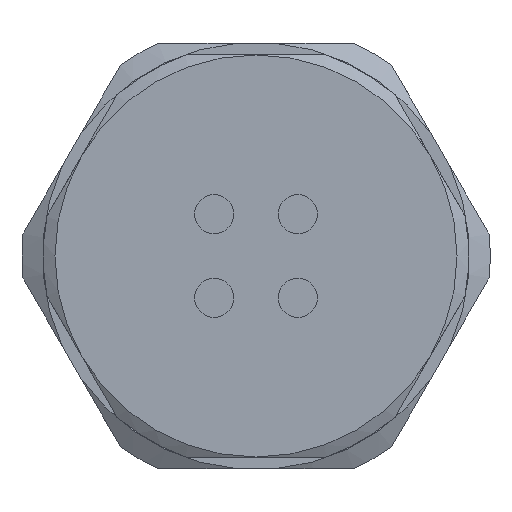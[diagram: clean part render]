
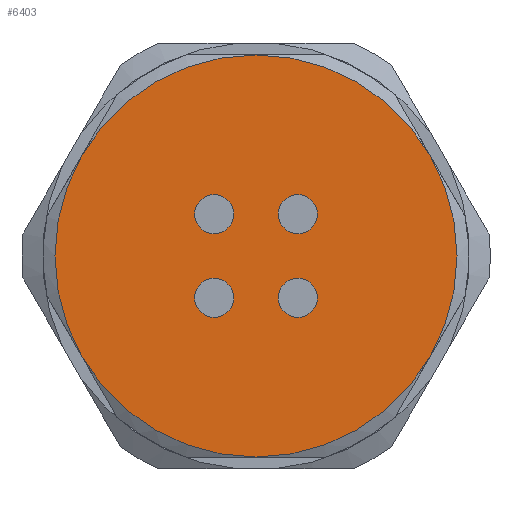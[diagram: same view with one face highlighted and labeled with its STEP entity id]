
A CAD part, left-side view. The second image highlights one B-rep face of the part: STEP entity #6403.
In plain terms, the highlighted planar face has unit normal (-1, 0, 0).
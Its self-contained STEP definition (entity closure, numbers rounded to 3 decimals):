
#235=CARTESIAN_POINT('',(0.,0.,8.5));
#315=CARTESIAN_POINT('',(0.,-7.361,-4.25));
#355=CARTESIAN_POINT('',(0.,0.,-8.5));
#418=CARTESIAN_POINT('',(0.,0.,0.));
#419=DIRECTION('',(-1.,0.,0.));
#420=DIRECTION('',(0.,0.,-1.));
#421=AXIS2_PLACEMENT_3D('',#418,#419,#420);
#423=CARTESIAN_POINT('',(0.,0.,0.));
#424=DIRECTION('',(-1.,0.,0.));
#425=DIRECTION('',(0.,0.866,-0.5));
#426=AXIS2_PLACEMENT_3D('',#423,#424,#425);
#428=CARTESIAN_POINT('',(0.,0.,0.));
#429=DIRECTION('',(-1.,0.,0.));
#430=DIRECTION('',(0.,0.866,0.5));
#431=AXIS2_PLACEMENT_3D('',#428,#429,#430);
#433=CARTESIAN_POINT('',(0.,0.,0.));
#434=DIRECTION('',(-1.,0.,0.));
#435=DIRECTION('',(0.,0.,1.));
#436=AXIS2_PLACEMENT_3D('',#433,#434,#435);
#438=CARTESIAN_POINT('',(0.,0.,0.));
#439=DIRECTION('',(-1.,0.,0.));
#440=DIRECTION('',(0.,-0.866,0.5));
#441=AXIS2_PLACEMENT_3D('',#438,#439,#440);
#443=CARTESIAN_POINT('',(0.,0.,0.));
#444=DIRECTION('',(-1.,0.,0.));
#445=DIRECTION('',(0.,-0.866,-0.5));
#446=AXIS2_PLACEMENT_3D('',#443,#444,#445);
#448=CARTESIAN_POINT('',(0.,-1.768,-1.768));
#449=DIRECTION('',(1.,0.,0.));
#450=DIRECTION('',(0.,0.,1.));
#451=AXIS2_PLACEMENT_3D('',#448,#449,#450);
#453=CARTESIAN_POINT('',(0.,-1.768,-1.768));
#454=DIRECTION('',(1.,0.,0.));
#455=DIRECTION('',(0.,0.,-1.));
#456=AXIS2_PLACEMENT_3D('',#453,#454,#455);
#458=CARTESIAN_POINT('',(0.,1.768,1.768));
#459=DIRECTION('',(1.,0.,0.));
#460=DIRECTION('',(0.,0.,1.));
#461=AXIS2_PLACEMENT_3D('',#458,#459,#460);
#463=CARTESIAN_POINT('',(0.,1.768,1.768));
#464=DIRECTION('',(1.,0.,0.));
#465=DIRECTION('',(0.,0.,-1.));
#466=AXIS2_PLACEMENT_3D('',#463,#464,#465);
#468=CARTESIAN_POINT('',(0.,1.768,-1.768));
#469=DIRECTION('',(1.,0.,0.));
#470=DIRECTION('',(0.,0.,1.));
#471=AXIS2_PLACEMENT_3D('',#468,#469,#470);
#473=CARTESIAN_POINT('',(0.,1.768,-1.768));
#474=DIRECTION('',(1.,0.,0.));
#475=DIRECTION('',(0.,0.,-1.));
#476=AXIS2_PLACEMENT_3D('',#473,#474,#475);
#478=CARTESIAN_POINT('',(0.,-1.768,1.768));
#479=DIRECTION('',(1.,0.,0.));
#480=DIRECTION('',(0.,0.,1.));
#481=AXIS2_PLACEMENT_3D('',#478,#479,#480);
#483=CARTESIAN_POINT('',(0.,-1.768,1.768));
#484=DIRECTION('',(1.,0.,0.));
#485=DIRECTION('',(0.,0.,-1.));
#486=AXIS2_PLACEMENT_3D('',#483,#484,#485);
#5114=VERTEX_POINT('',#235);
#5116=CARTESIAN_POINT('',(0.,1.768,-2.593));
#5118=VERTEX_POINT('',#5116);
#5139=CARTESIAN_POINT('',(0.,1.768,0.943));
#5140=CARTESIAN_POINT('',(0.,1.768,2.593));
#5141=VERTEX_POINT('',#5139);
#5142=VERTEX_POINT('',#5140);
#5190=VERTEX_POINT('',#315);
#5211=VERTEX_POINT('',#355);
#5228=CARTESIAN_POINT('',(0.,-7.361,4.25));
#5229=VERTEX_POINT('',#5228);
#5296=CARTESIAN_POINT('',(0.,7.361,4.25));
#5297=CARTESIAN_POINT('',(0.,7.361,-4.25));
#5298=VERTEX_POINT('',#5296);
#5299=VERTEX_POINT('',#5297);
#5316=CARTESIAN_POINT('',(0.,-1.768,0.943));
#5317=CARTESIAN_POINT('',(0.,-1.768,2.593));
#5318=VERTEX_POINT('',#5316);
#5319=VERTEX_POINT('',#5317);
#5334=CARTESIAN_POINT('',(0.,-1.768,-2.593));
#5336=VERTEX_POINT('',#5334);
#5396=CARTESIAN_POINT('',(0.,1.768,-0.943));
#5397=VERTEX_POINT('',#5396);
#5433=CARTESIAN_POINT('',(0.,-1.768,-0.943));
#5434=VERTEX_POINT('',#5433);
#6361=CARTESIAN_POINT('',(0.,8.951,-8.84));
#6362=DIRECTION('',(1.,0.,0.));
#6363=DIRECTION('',(0.,1.,0.));
#6364=AXIS2_PLACEMENT_3D('',#6361,#6362,#6363);
#6365=PLANE('',#6364);
#6367=ORIENTED_EDGE('',*,*,#6366,.F.);
#6369=ORIENTED_EDGE('',*,*,#6368,.F.);
#6370=ORIENTED_EDGE('',*,*,#6356,.F.);
#6372=ORIENTED_EDGE('',*,*,#6371,.F.);
#6374=ORIENTED_EDGE('',*,*,#6373,.F.);
#6376=ORIENTED_EDGE('',*,*,#6375,.F.);
#6377=EDGE_LOOP('',(#6367,#6369,#6370,#6372,#6374,#6376));
#6378=FACE_OUTER_BOUND('',#6377,.F.);
#6380=ORIENTED_EDGE('',*,*,#6379,.F.);
#6382=ORIENTED_EDGE('',*,*,#6381,.F.);
#6383=EDGE_LOOP('',(#6380,#6382));
#6384=FACE_BOUND('',#6383,.F.);
#6386=ORIENTED_EDGE('',*,*,#6385,.F.);
#6388=ORIENTED_EDGE('',*,*,#6387,.F.);
#6389=EDGE_LOOP('',(#6386,#6388));
#6390=FACE_BOUND('',#6389,.F.);
#6392=ORIENTED_EDGE('',*,*,#6391,.F.);
#6394=ORIENTED_EDGE('',*,*,#6393,.F.);
#6395=EDGE_LOOP('',(#6392,#6394));
#6396=FACE_BOUND('',#6395,.F.);
#6398=ORIENTED_EDGE('',*,*,#6397,.F.);
#6400=ORIENTED_EDGE('',*,*,#6399,.F.);
#6401=EDGE_LOOP('',(#6398,#6400));
#6402=FACE_BOUND('',#6401,.F.);
#6403=ADVANCED_FACE('',(#6378,#6384,#6390,#6396,#6402),#6365,.F.);
#422=CIRCLE('',#421,8.5);
#427=CIRCLE('',#426,8.5);
#432=CIRCLE('',#431,8.5);
#437=CIRCLE('',#436,8.5);
#442=CIRCLE('',#441,8.5);
#447=CIRCLE('',#446,8.5);
#452=CIRCLE('',#451,0.825);
#457=CIRCLE('',#456,0.825);
#462=CIRCLE('',#461,0.825);
#467=CIRCLE('',#466,0.825);
#472=CIRCLE('',#471,0.825);
#477=CIRCLE('',#476,0.825);
#482=CIRCLE('',#481,0.825);
#487=CIRCLE('',#486,0.825);
#6356=EDGE_CURVE('',#5298,#5299,#432,.T.);
#6366=EDGE_CURVE('',#5211,#5190,#422,.T.);
#6368=EDGE_CURVE('',#5299,#5211,#427,.T.);
#6371=EDGE_CURVE('',#5114,#5298,#437,.T.);
#6373=EDGE_CURVE('',#5229,#5114,#442,.T.);
#6375=EDGE_CURVE('',#5190,#5229,#447,.T.);
#6379=EDGE_CURVE('',#5434,#5336,#452,.T.);
#6381=EDGE_CURVE('',#5336,#5434,#457,.T.);
#6385=EDGE_CURVE('',#5142,#5141,#462,.T.);
#6387=EDGE_CURVE('',#5141,#5142,#467,.T.);
#6391=EDGE_CURVE('',#5397,#5118,#472,.T.);
#6393=EDGE_CURVE('',#5118,#5397,#477,.T.);
#6397=EDGE_CURVE('',#5319,#5318,#482,.T.);
#6399=EDGE_CURVE('',#5318,#5319,#487,.T.);
